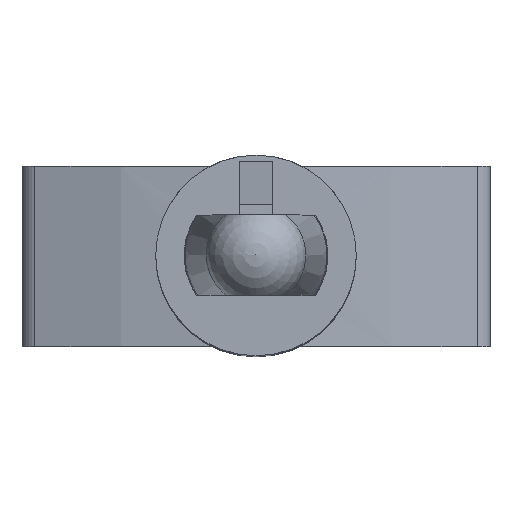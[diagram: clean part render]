
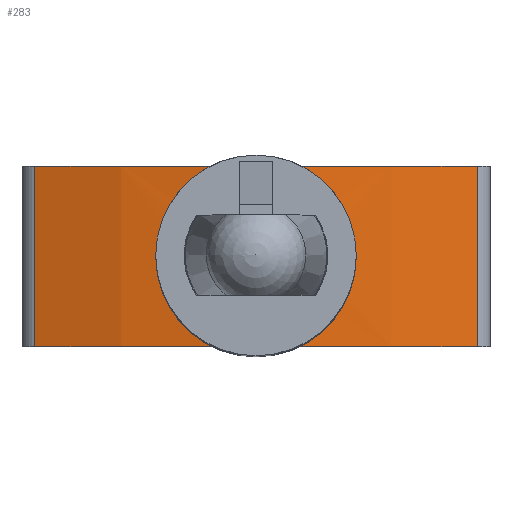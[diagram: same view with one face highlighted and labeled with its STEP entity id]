
A CAD part, top view. The second image highlights one B-rep face of the part: STEP entity #283.
In plain terms, the highlighted cylindrical face has radius 18.267 mm (diameter 36.534 mm), a partial arc.
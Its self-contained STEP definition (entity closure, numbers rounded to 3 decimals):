
#283 = ADVANCED_FACE( '', ( #571, #572 ), #573, .T. );
#571 = FACE_OUTER_BOUND( '', #1933, .T. );
#572 = FACE_BOUND( '', #1934, .T. );
#573 = CYLINDRICAL_SURFACE( '', #1935, 18.267 );
#1933 = EDGE_LOOP( '', ( #2697, #2698, #2699, #2700 ) );
#1934 = EDGE_LOOP( '', ( #2701, #2702 ) );
#1935 = AXIS2_PLACEMENT_3D( '', #2703, #2704, #2705 );
#2697 = ORIENTED_EDGE( '', *, *, #2801, .F. );
#2698 = ORIENTED_EDGE( '', *, *, #3008, .F. );
#2699 = ORIENTED_EDGE( '', *, *, #2873, .T. );
#2700 = ORIENTED_EDGE( '', *, *, #2754, .T. );
#2701 = ORIENTED_EDGE( '', *, *, #2993, .T. );
#2702 = ORIENTED_EDGE( '', *, *, #2994, .T. );
#2703 = CARTESIAN_POINT( '', ( 0., -2.7, -36.607 ) );
#2704 = DIRECTION( '', ( 0., -1., 0. ) );
#2705 = DIRECTION( '', ( 0., 0., 1. ) );
#2754 = EDGE_CURVE( '', #3105, #3103, #3106, .T. );
#2801 = EDGE_CURVE( '', #3181, #3103, #3182, .T. );
#2873 = EDGE_CURVE( '', #3294, #3105, #3295, .T. );
#2993 = EDGE_CURVE( '', #3450, #3451, #3452, .T. );
#2994 = EDGE_CURVE( '', #3451, #3450, #3453, .T. );
#3008 = EDGE_CURVE( '', #3294, #3181, #3469, .T. );
#3103 = VERTEX_POINT( '', #3609 );
#3105 = VERTEX_POINT( '', #3611 );
#3106 = LINE( '', #3612, #3613 );
#3181 = VERTEX_POINT( '', #4011 );
#3182 = CIRCLE( '', #4012, 18.267 );
#3294 = VERTEX_POINT( '', #4219 );
#3295 = CIRCLE( '', #4220, 18.267 );
#3450 = VERTEX_POINT( '', #4608 );
#3451 = VERTEX_POINT( '', #4609 );
#3452 = B_SPLINE_CURVE_WITH_KNOTS( '', 3, ( #4610, #4611, #4612, #4613, #4614, #4615, #4616, #4617, #4618, #4619, #4620, #4621, #4622, #4623, #4624, #4625, #4626, #4627 ), .UNSPECIFIED., .F., .F., ( 4, 2, 2, 2, 2, 2, 2, 2, 4 ), ( 0., 0.001, 0.002, 0.002, 0.003, 0.004, 0.005, 0.006, 0.006 ), .UNSPECIFIED. );
#3453 = B_SPLINE_CURVE_WITH_KNOTS( '', 3, ( #4628, #4629, #4630, #4631, #4632, #4633, #4634, #4635, #4636, #4637, #4638, #4639, #4640, #4641, #4642, #4643, #4644, #4645 ), .UNSPECIFIED., .F., .F., ( 4, 2, 2, 2, 2, 2, 2, 2, 4 ), ( 0., 0.001, 0.002, 0.002, 0.003, 0.004, 0.005, 0.006, 0.006 ), .UNSPECIFIED. );
#3469 = LINE( '', #4665, #4666 );
#3609 = CARTESIAN_POINT( '', ( 6.617, 2.7, -19.581 ) );
#3611 = CARTESIAN_POINT( '', ( 6.617, -2.7, -19.581 ) );
#3612 = CARTESIAN_POINT( '', ( 6.617, -2.7, -19.581 ) );
#3613 = VECTOR( '', #4734, 1000. );
#4011 = CARTESIAN_POINT( '', ( -6.617, 2.7, -19.581 ) );
#4012 = AXIS2_PLACEMENT_3D( '', #4772, #4773, #4774 );
#4219 = CARTESIAN_POINT( '', ( -6.617, -2.7, -19.581 ) );
#4220 = AXIS2_PLACEMENT_3D( '', #4845, #4846, #4847 );
#4608 = CARTESIAN_POINT( '', ( -2.07, 0., -18.458 ) );
#4609 = CARTESIAN_POINT( '', ( 2.07, 0., -18.458 ) );
#4610 = CARTESIAN_POINT( '', ( -2.07, 0., -18.458 ) );
#4611 = CARTESIAN_POINT( '', ( -2.051, 0.264, -18.455 ) );
#4612 = CARTESIAN_POINT( '', ( -1.986, 0.524, -18.448 ) );
#4613 = CARTESIAN_POINT( '', ( -1.764, 1.004, -18.425 ) );
#4614 = CARTESIAN_POINT( '', ( -1.61, 1.223, -18.41 ) );
#4615 = CARTESIAN_POINT( '', ( -1.235, 1.593, -18.381 ) );
#4616 = CARTESIAN_POINT( '', ( -1.013, 1.745, -18.366 ) );
#4617 = CARTESIAN_POINT( '', ( -0.528, 1.954, -18.346 ) );
#4618 = CARTESIAN_POINT( '', ( -0.264, 2.01, -18.34 ) );
#4619 = CARTESIAN_POINT( '', ( 0.264, 2.01, -18.34 ) );
#4620 = CARTESIAN_POINT( '', ( 0.527, 1.954, -18.346 ) );
#4621 = CARTESIAN_POINT( '', ( 1.012, 1.745, -18.366 ) );
#4622 = CARTESIAN_POINT( '', ( 1.234, 1.594, -18.381 ) );
#4623 = CARTESIAN_POINT( '', ( 1.61, 1.223, -18.41 ) );
#4624 = CARTESIAN_POINT( '', ( 1.764, 1.004, -18.425 ) );
#4625 = CARTESIAN_POINT( '', ( 1.985, 0.525, -18.448 ) );
#4626 = CARTESIAN_POINT( '', ( 2.051, 0.264, -18.455 ) );
#4627 = CARTESIAN_POINT( '', ( 2.07, 0., -18.458 ) );
#4628 = CARTESIAN_POINT( '', ( 2.07, 0., -18.458 ) );
#4629 = CARTESIAN_POINT( '', ( 2.051, -0.264, -18.455 ) );
#4630 = CARTESIAN_POINT( '', ( 1.986, -0.524, -18.448 ) );
#4631 = CARTESIAN_POINT( '', ( 1.764, -1.004, -18.425 ) );
#4632 = CARTESIAN_POINT( '', ( 1.61, -1.223, -18.41 ) );
#4633 = CARTESIAN_POINT( '', ( 1.235, -1.593, -18.381 ) );
#4634 = CARTESIAN_POINT( '', ( 1.013, -1.745, -18.366 ) );
#4635 = CARTESIAN_POINT( '', ( 0.528, -1.954, -18.346 ) );
#4636 = CARTESIAN_POINT( '', ( 0.264, -2.01, -18.34 ) );
#4637 = CARTESIAN_POINT( '', ( -0.264, -2.01, -18.34 ) );
#4638 = CARTESIAN_POINT( '', ( -0.527, -1.954, -18.346 ) );
#4639 = CARTESIAN_POINT( '', ( -1.012, -1.745, -18.366 ) );
#4640 = CARTESIAN_POINT( '', ( -1.234, -1.594, -18.381 ) );
#4641 = CARTESIAN_POINT( '', ( -1.61, -1.223, -18.41 ) );
#4642 = CARTESIAN_POINT( '', ( -1.764, -1.004, -18.425 ) );
#4643 = CARTESIAN_POINT( '', ( -1.985, -0.525, -18.448 ) );
#4644 = CARTESIAN_POINT( '', ( -2.051, -0.264, -18.455 ) );
#4645 = CARTESIAN_POINT( '', ( -2.07, 0., -18.458 ) );
#4665 = CARTESIAN_POINT( '', ( -6.617, -2.7, -19.581 ) );
#4666 = VECTOR( '', #4948, 1000. );
#4734 = DIRECTION( '', ( 0., 1., 0. ) );
#4772 = CARTESIAN_POINT( '', ( 0., 2.7, -36.607 ) );
#4773 = DIRECTION( '', ( 0., 1., 0. ) );
#4774 = DIRECTION( '', ( 1., 0., 0. ) );
#4845 = CARTESIAN_POINT( '', ( 0., -2.7, -36.607 ) );
#4846 = DIRECTION( '', ( 0., 1., 0. ) );
#4847 = DIRECTION( '', ( 1., 0., 0. ) );
#4948 = DIRECTION( '', ( 0., 1., 0. ) );
